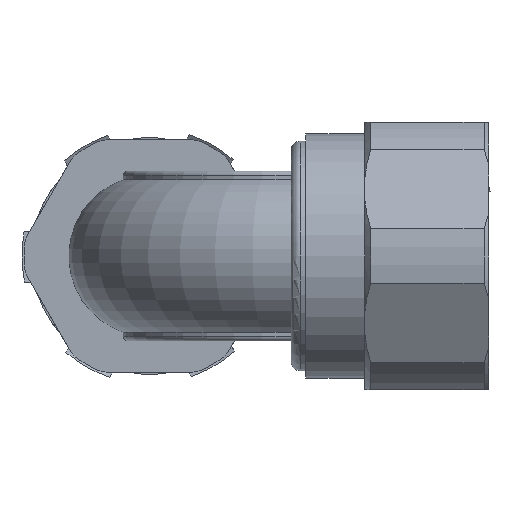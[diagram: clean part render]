
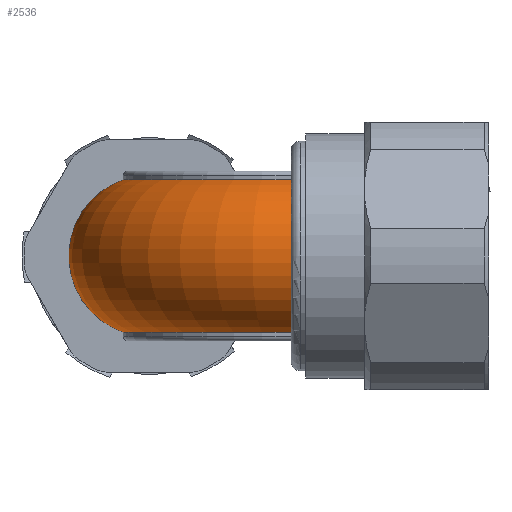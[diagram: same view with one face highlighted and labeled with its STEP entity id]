
A CAD part, left-side view. The second image highlights one B-rep face of the part: STEP entity #2536.
In plain terms, the highlighted toroidal (fillet/blend) face has major radius 15.8 mm and minor radius 9 mm.
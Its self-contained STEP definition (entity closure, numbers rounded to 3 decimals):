
#71=TOROIDAL_SURFACE('',#2859,15.8,9.);
#711=FACE_OUTER_BOUND('',#864,.T.);
#864=EDGE_LOOP('',(#2305,#2306,#2307,#2308));
#995=CIRCLE('',#2779,18.725);
#1028=CIRCLE('',#2820,9.);
#1038=CIRCLE('',#2856,9.);
#1039=CIRCLE('',#2858,18.725);
#1214=VERTEX_POINT('',#4703);
#1215=VERTEX_POINT('',#4705);
#1258=VERTEX_POINT('',#4807);
#1268=VERTEX_POINT('',#4885);
#1531=EDGE_CURVE('',#1214,#1215,#995,.T.);
#1583=EDGE_CURVE('',#1258,#1214,#1028,.T.);
#1624=EDGE_CURVE('',#1215,#1268,#1038,.T.);
#1626=EDGE_CURVE('',#1258,#1268,#1039,.T.);
#2305=ORIENTED_EDGE('',*,*,#1583,.F.);
#2306=ORIENTED_EDGE('',*,*,#1626,.T.);
#2307=ORIENTED_EDGE('',*,*,#1624,.F.);
#2308=ORIENTED_EDGE('',*,*,#1531,.F.);
#2536=ADVANCED_FACE('',(#711),#71,.T.);
#2779=AXIS2_PLACEMENT_3D('',#4706,#3371,#3372);
#2820=AXIS2_PLACEMENT_3D('',#4809,#3472,#3473);
#2856=AXIS2_PLACEMENT_3D('',#4886,#3575,#3576);
#2858=AXIS2_PLACEMENT_3D('',#4889,#3580,#3581);
#2859=AXIS2_PLACEMENT_3D('',#4890,#3582,#3583);
#3371=DIRECTION('center_axis',(0.,0.,1.));
#3372=DIRECTION('ref_axis',(0.,1.,0.));
#3472=DIRECTION('center_axis',(1.,0.,0.));
#3473=DIRECTION('ref_axis',(0.,1.,0.));
#3575=DIRECTION('center_axis',(0.,-1.,0.));
#3576=DIRECTION('ref_axis',(0.325,0.,-0.946));
#3580=DIRECTION('center_axis',(0.,0.,1.));
#3581=DIRECTION('ref_axis',(0.,1.,0.));
#3582=DIRECTION('center_axis',(0.,0.,1.));
#3583=DIRECTION('ref_axis',(1.,0.,0.));
#4703=CARTESIAN_POINT('',(0.,2.925,8.511));
#4705=CARTESIAN_POINT('',(-18.725,-15.8,8.511));
#4706=CARTESIAN_POINT('Origin',(0.,-15.8,8.511));
#4807=CARTESIAN_POINT('',(0.,2.925,-8.511));
#4809=CARTESIAN_POINT('Origin',(0.,0.,0.));
#4885=CARTESIAN_POINT('',(-18.725,-15.8,-8.511));
#4886=CARTESIAN_POINT('Origin',(-15.8,-15.8,0.));
#4889=CARTESIAN_POINT('Origin',(0.,-15.8,-8.511));
#4890=CARTESIAN_POINT('Origin',(0.,-15.8,0.));
